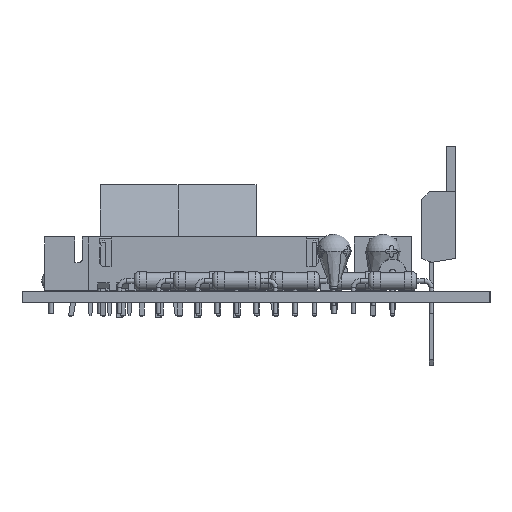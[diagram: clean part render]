
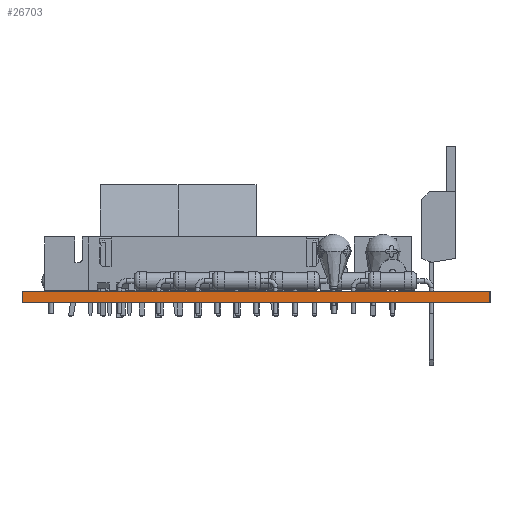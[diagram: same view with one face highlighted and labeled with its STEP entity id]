
A CAD part, left-side view. The second image highlights one B-rep face of the part: STEP entity #26703.
In plain terms, the highlighted planar face has unit normal (-1, 0, 0).
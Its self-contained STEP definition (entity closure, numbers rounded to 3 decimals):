
#26647 = VERTEX_POINT('',#26648);
#26648 = CARTESIAN_POINT('',(111.76,-78.74,1.51));
#26654 = EDGE_CURVE('',#26655,#26647,#26657,.T.);
#26655 = VERTEX_POINT('',#26656);
#26656 = CARTESIAN_POINT('',(111.76,-78.74,0.));
#26657 = LINE('',#26658,#26659);
#26658 = CARTESIAN_POINT('',(111.76,-78.74,0.));
#26659 = VECTOR('',#26660,1.);
#26660 = DIRECTION('',(0.,0.,1.));
#26703 = ADVANCED_FACE('',(#26704),#26729,.T.);
#26704 = FACE_BOUND('',#26705,.T.);
#26705 = EDGE_LOOP('',(#26706,#26707,#26715,#26723));
#26706 = ORIENTED_EDGE('',*,*,#26654,.T.);
#26707 = ORIENTED_EDGE('',*,*,#26708,.T.);
#26708 = EDGE_CURVE('',#26647,#26709,#26711,.T.);
#26709 = VERTEX_POINT('',#26710);
#26710 = CARTESIAN_POINT('',(111.76,-17.78,1.51));
#26711 = LINE('',#26712,#26713);
#26712 = CARTESIAN_POINT('',(111.76,-78.74,1.51));
#26713 = VECTOR('',#26714,1.);
#26714 = DIRECTION('',(0.,1.,0.));
#26715 = ORIENTED_EDGE('',*,*,#26716,.F.);
#26716 = EDGE_CURVE('',#26717,#26709,#26719,.T.);
#26717 = VERTEX_POINT('',#26718);
#26718 = CARTESIAN_POINT('',(111.76,-17.78,0.));
#26719 = LINE('',#26720,#26721);
#26720 = CARTESIAN_POINT('',(111.76,-17.78,0.));
#26721 = VECTOR('',#26722,1.);
#26722 = DIRECTION('',(0.,0.,1.));
#26723 = ORIENTED_EDGE('',*,*,#26724,.F.);
#26724 = EDGE_CURVE('',#26655,#26717,#26725,.T.);
#26725 = LINE('',#26726,#26727);
#26726 = CARTESIAN_POINT('',(111.76,-78.74,0.));
#26727 = VECTOR('',#26728,1.);
#26728 = DIRECTION('',(0.,1.,0.));
#26729 = PLANE('',#26730);
#26730 = AXIS2_PLACEMENT_3D('',#26731,#26732,#26733);
#26731 = CARTESIAN_POINT('',(111.76,-78.74,0.));
#26732 = DIRECTION('',(-1.,0.,0.));
#26733 = DIRECTION('',(0.,1.,0.));
